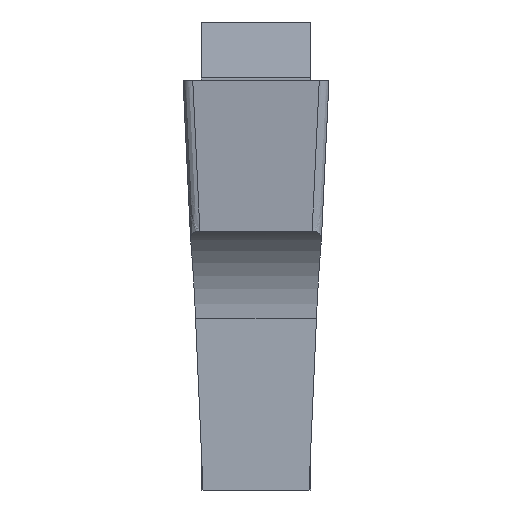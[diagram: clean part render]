
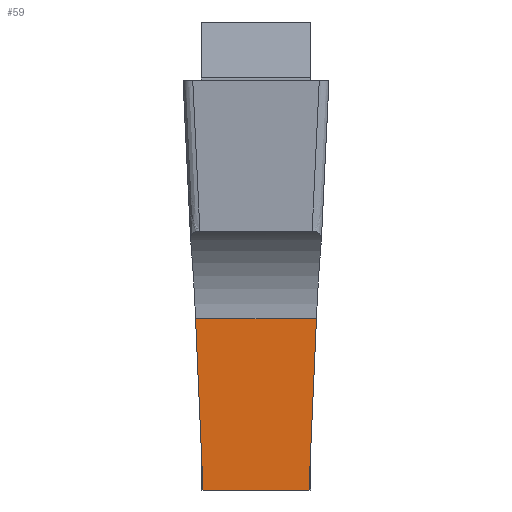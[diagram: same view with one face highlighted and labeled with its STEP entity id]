
A CAD part, front view. The second image highlights one B-rep face of the part: STEP entity #59.
In plain terms, the highlighted planar face has unit normal (0, -1, 0).
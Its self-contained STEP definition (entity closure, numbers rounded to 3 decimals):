
#59=ADVANCED_FACE('SIDE_IB_1_SU3',(#111),#91,.F.);
#91=PLANE('',#680);
#111=FACE_OUTER_BOUND('',#143,.T.);
#143=EDGE_LOOP('',(#241,#242,#243,#244));
#241=ORIENTED_EDGE('',*,*,#475,.F.);
#242=ORIENTED_EDGE('',*,*,#476,.T.);
#243=ORIENTED_EDGE('',*,*,#477,.F.);
#244=ORIENTED_EDGE('',*,*,#478,.T.);
#409=VERTEX_POINT('',#1103);
#410=VERTEX_POINT('',#1104);
#411=VERTEX_POINT('',#1106);
#412=VERTEX_POINT('',#1108);
#475=EDGE_CURVE('',#409,#410,#557,.T.);
#476=EDGE_CURVE('',#409,#411,#558,.T.);
#477=EDGE_CURVE('',#412,#411,#559,.T.);
#478=EDGE_CURVE('',#412,#410,#560,.T.);
#557=LINE('',#1102,#611);
#558=LINE('',#1105,#612);
#559=LINE('',#1107,#613);
#560=LINE('',#1109,#614);
#611=VECTOR('',#754,1.);
#612=VECTOR('',#755,1.);
#613=VECTOR('',#756,1.);
#614=VECTOR('',#757,1.);
#680=AXIS2_PLACEMENT_3D('',#1110,#758,#759);
#754=DIRECTION('',(1.,0.,0.));
#755=DIRECTION('',(0.044,0.,-0.999));
#756=DIRECTION('',(-1.,0.,0.));
#757=DIRECTION('',(0.044,0.,0.999));
#758=DIRECTION('',(0.,1.,0.));
#759=DIRECTION('',(0.,0.,1.));
#1102=CARTESIAN_POINT('',(5.,-6.722,-2.443));
#1103=CARTESIAN_POINT('',(-0.621,-6.722,-2.443));
#1104=CARTESIAN_POINT('',(0.621,-6.722,-2.443));
#1105=CARTESIAN_POINT('',(-0.479,-6.722,-5.696));
#1106=CARTESIAN_POINT('',(-0.544,-6.722,-4.205));
#1107=CARTESIAN_POINT('',(-0.678,-6.722,-4.205));
#1108=CARTESIAN_POINT('',(0.544,-6.722,-4.205));
#1109=CARTESIAN_POINT('',(0.477,-6.722,-5.756));
#1110=CARTESIAN_POINT('',(-0.678,-6.722,-5.705));
